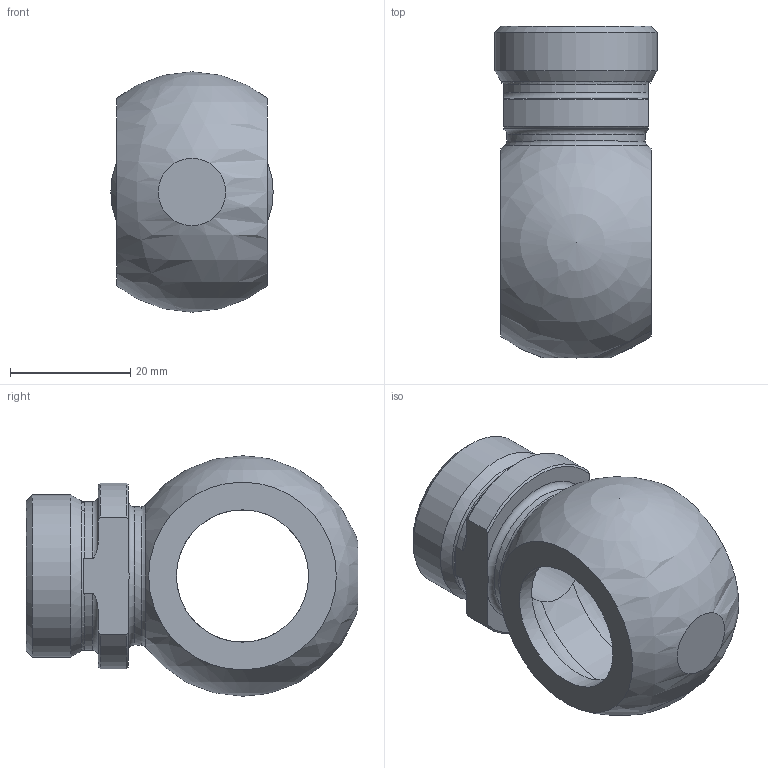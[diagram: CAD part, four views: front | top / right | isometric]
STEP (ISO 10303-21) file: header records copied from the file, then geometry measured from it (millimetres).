
FILE_DESCRIPTION((''),'2;1');
FILE_NAME('74744018.stp','2014-10-29T14:41:53',(''),('KNOMI spol. s r. o.'),'Autodesk Inventor 2012','Autodesk Inventor 2012','');
FILE_SCHEMA(('AUTOMOTIVE_DESIGN { 1 2 10303 214 0 1 1 1 }'));
Length unit declared in the file: millimetre
Products named in the file (1): Oko st.příp.OK D22/M27 Tr18
Bounding box: 27 x 55.2 x 40 mm (x, y, z)
Volume: 16456.9 mm3; surface area: 9344.5 mm2
Topology: 1 solids, 1 shells, 40 faces, 105 edges, 69 vertices
Faces by surface type: plane 13, cylinder 11, torus 8, cone 7, sphere 1
Full cylindrical faces by diameter (mm): 15 x1, 18 x1, 22 x2, 23 x1, 27 x1
Entity records: 1177 total; most frequent: CARTESIAN_POINT 317, DIRECTION 174, ORIENTED_EDGE 156, AXIS2_PLACEMENT_3D 78, EDGE_CURVE 78, EDGE_LOOP 60, VERTEX_POINT 58, FACE_OUTER_BOUND 39
